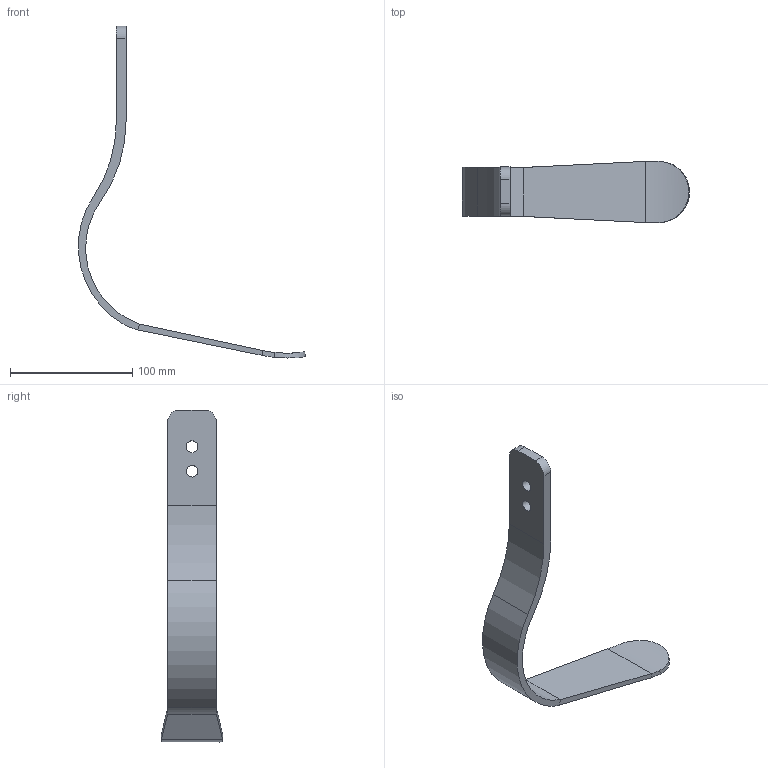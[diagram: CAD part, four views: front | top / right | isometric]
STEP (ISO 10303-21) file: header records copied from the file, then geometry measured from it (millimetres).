
FILE_DESCRIPTION(/* description */ ('Unknown'),/* implementation_level */ '2;1');
FILE_NAME(/* name */ 'Cheetah_Jr2',/* time_stamp */ '2020-08-26T09:20:44-03:00',/* author */ ('Unknown'),/* organization */ ('Unknown'),/* preprocessor_version */ 'ST-DEVELOPER v16.7',/* originating_system */ 'Solid Edge',/* authorisation */ 'Unknown');
FILE_SCHEMA (('AUTOMOTIVE_DESIGN {1 0 10303 214 3 1 1}'));
Length unit declared in the file: millimetre
Products named in the file (1): Cheetah_Jr
Bounding box: 185.45 x 50 x 271.19 mm (x, y, z)
Volume: 100566.5 mm3; surface area: 39525.4 mm2
Topology: 1 solids, 1 shells, 23 faces, 55 edges, 34 vertices
Faces by surface type: cylinder 12, plane 9, bspline 2
Full cylindrical faces by diameter (mm): 9.525 x2
Entity records: 739 total; most frequent: CARTESIAN_POINT 165, DIRECTION 117, ORIENTED_EDGE 106, EDGE_CURVE 53, AXIS2_PLACEMENT_3D 44, VERTEX_POINT 34, LINE 29, VECTOR 29
